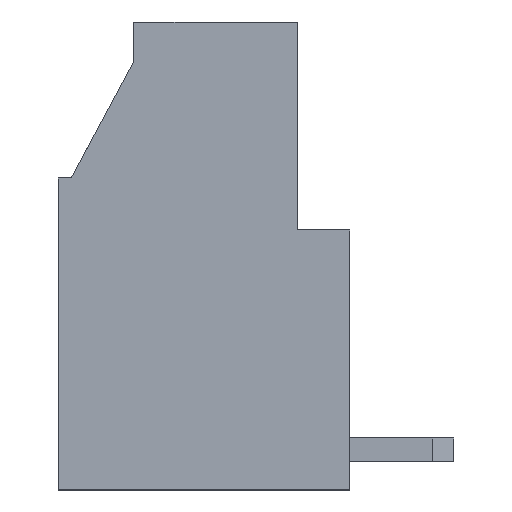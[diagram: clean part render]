
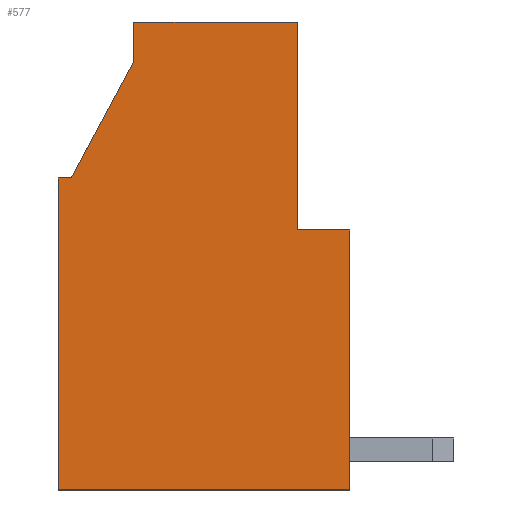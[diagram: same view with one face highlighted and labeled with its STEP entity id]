
A CAD part, front view. The second image highlights one B-rep face of the part: STEP entity #577.
In plain terms, the highlighted planar face has unit normal (0, -1, 0).
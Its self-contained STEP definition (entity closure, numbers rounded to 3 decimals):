
#577 = ADVANCED_FACE( '', ( #1191 ), #1192, .F. );
#1191 = FACE_OUTER_BOUND( '', #1870, .T. );
#1192 = PLANE( '', #1871 );
#1870 = EDGE_LOOP( '', ( #3412, #3413, #3414, #3415, #3416, #3417, #3418, #3419, #3420 ) );
#1871 = AXIS2_PLACEMENT_3D( '', #3421, #3422, #3423 );
#3412 = ORIENTED_EDGE( '', *, *, #4140, .F. );
#3413 = ORIENTED_EDGE( '', *, *, #4593, .F. );
#3414 = ORIENTED_EDGE( '', *, *, #4759, .F. );
#3415 = ORIENTED_EDGE( '', *, *, #4753, .F. );
#3416 = ORIENTED_EDGE( '', *, *, #4435, .F. );
#3417 = ORIENTED_EDGE( '', *, *, #4760, .T. );
#3418 = ORIENTED_EDGE( '', *, *, #4761, .F. );
#3419 = ORIENTED_EDGE( '', *, *, #4762, .T. );
#3420 = ORIENTED_EDGE( '', *, *, #4198, .F. );
#3421 = CARTESIAN_POINT( '', ( 12.134, -2.54, 19.8 ) );
#3422 = DIRECTION( '', ( 0., 1., 0. ) );
#3423 = DIRECTION( '', ( 1., 0., 0. ) );
#4140 = EDGE_CURVE( '', #4949, #4945, #4951, .T. );
#4198 = EDGE_CURVE( '', #4945, #5053, #5054, .T. );
#4435 = EDGE_CURVE( '', #5449, #5451, #5452, .T. );
#4593 = EDGE_CURVE( '', #5689, #4949, #5691, .T. );
#4753 = EDGE_CURVE( '', #5451, #5911, #5912, .T. );
#4759 = EDGE_CURVE( '', #5911, #5689, #5919, .T. );
#4760 = EDGE_CURVE( '', #5449, #5920, #5921, .T. );
#4761 = EDGE_CURVE( '', #5922, #5920, #5923, .T. );
#4762 = EDGE_CURVE( '', #5922, #5053, #5924, .T. );
#4945 = VERTEX_POINT( '', #6143 );
#4949 = VERTEX_POINT( '', #6149 );
#4951 = LINE( '', #6152, #6153 );
#5053 = VERTEX_POINT( '', #6298 );
#5054 = LINE( '', #6299, #6300 );
#5449 = VERTEX_POINT( '', #6874 );
#5451 = VERTEX_POINT( '', #6877 );
#5452 = LINE( '', #6878, #6879 );
#5689 = VERTEX_POINT( '', #7232 );
#5691 = LINE( '', #7235, #7236 );
#5911 = VERTEX_POINT( '', #7565 );
#5912 = LINE( '', #7566, #7567 );
#5919 = LINE( '', #7577, #7578 );
#5920 = VERTEX_POINT( '', #7579 );
#5921 = LINE( '', #7580, #7581 );
#5922 = VERTEX_POINT( '', #7582 );
#5923 = LINE( '', #7583, #7584 );
#5924 = LINE( '', #7585, #7586 );
#6143 = CARTESIAN_POINT( '', ( 9.2, -2.54, 10. ) );
#6149 = CARTESIAN_POINT( '', ( 9.2, -2.54, 18. ) );
#6152 = CARTESIAN_POINT( '', ( 9.2, -2.54, 18. ) );
#6153 = VECTOR( '', #7843, 1000. );
#6298 = CARTESIAN_POINT( '', ( 11.2, -2.54, 10. ) );
#6299 = CARTESIAN_POINT( '', ( 9.038, -2.54, 10. ) );
#6300 = VECTOR( '', #7896, 1000. );
#6874 = CARTESIAN_POINT( '', ( 0., -2.54, 12. ) );
#6877 = CARTESIAN_POINT( '', ( 0.5, -2.54, 12. ) );
#6878 = CARTESIAN_POINT( '', ( 5.35, -2.54, 12. ) );
#6879 = VECTOR( '', #8116, 1000. );
#7232 = CARTESIAN_POINT( '', ( 2.9, -2.54, 18. ) );
#7235 = CARTESIAN_POINT( '', ( 5.35, -2.54, 18. ) );
#7236 = VECTOR( '', #8249, 1000. );
#7565 = CARTESIAN_POINT( '', ( 2.9, -2.54, 16.5 ) );
#7566 = CARTESIAN_POINT( '', ( -6.433, -2.54, -1. ) );
#7567 = VECTOR( '', #8374, 1000. );
#7577 = CARTESIAN_POINT( '', ( 2.9, -2.54, -1. ) );
#7578 = VECTOR( '', #8378, 1000. );
#7579 = CARTESIAN_POINT( '', ( 0., -2.54, 0. ) );
#7580 = CARTESIAN_POINT( '', ( 0., -2.54, -1. ) );
#7581 = VECTOR( '', #8379, 1000. );
#7582 = CARTESIAN_POINT( '', ( 11.2, -2.54, 0. ) );
#7583 = CARTESIAN_POINT( '', ( 5.35, -2.54, 0. ) );
#7584 = VECTOR( '', #8380, 1000. );
#7585 = CARTESIAN_POINT( '', ( 11.2, -2.54, -1. ) );
#7586 = VECTOR( '', #8381, 1000. );
#7843 = DIRECTION( '', ( 0., 0., -1. ) );
#7896 = DIRECTION( '', ( 1., 0., 0. ) );
#8116 = DIRECTION( '', ( 1., 0., 0. ) );
#8249 = DIRECTION( '', ( 1., 0., 0. ) );
#8374 = DIRECTION( '', ( 0.471, 0., 0.882 ) );
#8378 = DIRECTION( '', ( 0., 0., 1. ) );
#8379 = DIRECTION( '', ( 0., 0., -1. ) );
#8380 = DIRECTION( '', ( -1., 0., 0. ) );
#8381 = DIRECTION( '', ( 0., 0., 1. ) );
